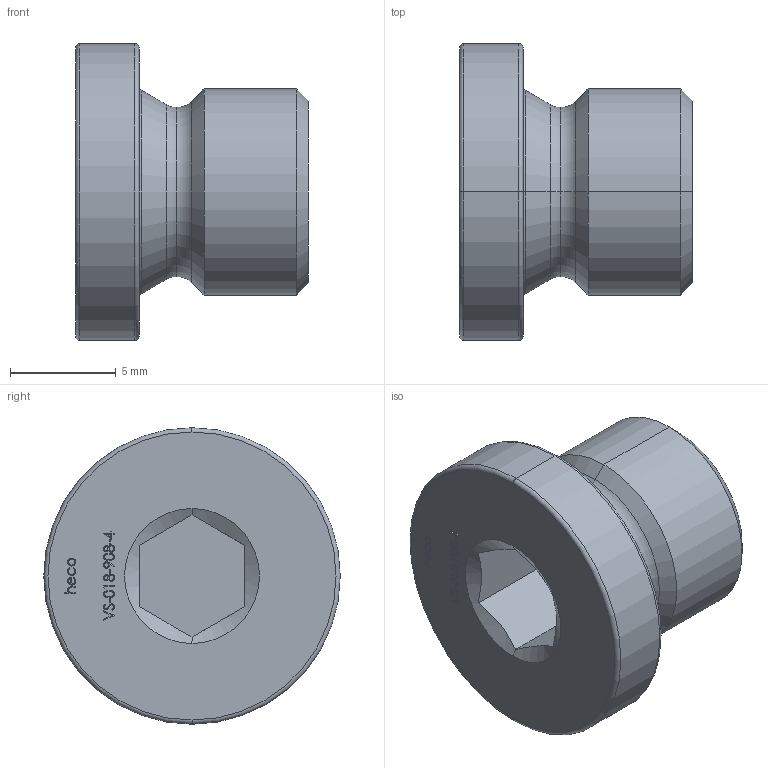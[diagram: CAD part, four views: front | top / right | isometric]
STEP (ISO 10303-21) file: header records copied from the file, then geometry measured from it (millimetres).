
FILE_DESCRIPTION (( 'STEP AP214' ), '1' );
FILE_NAME ('VS-018-908-4 Verschluss-Schraube.STEP', '2018-06-13T11:26:59', ( '' ), ( '' ), 'SwSTEP 2.0', 'SolidWorks 2016', '' );
FILE_SCHEMA (( 'AUTOMOTIVE_DESIGN' ));
Length unit declared in the file: millimetre
Products named in the file (1): VS-018-908-4 Verschluss-Schraube
Bounding box: 11 x 14 x 14 mm (x, y, z)
Volume: 831.5 mm3; surface area: 814.7 mm2
Topology: 1 solids, 1 shells, 228 faces, 573 edges, 376 vertices
Faces by surface type: bspline 111, plane 93, torus 10, cone 8, cylinder 6
Entity records: 14924 total; most frequent: CARTESIAN_POINT 8151, ORIENTED_EDGE 1146, DIRECTION 621, EDGE_CURVE 573, VERTEX_POINT 376, VECTOR 305, LINE 305, EDGE_LOOP 257
